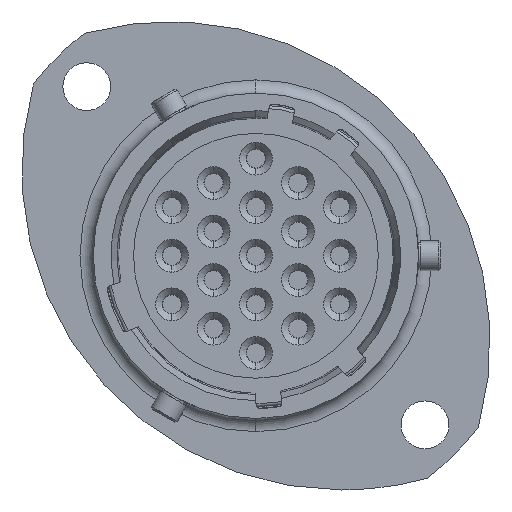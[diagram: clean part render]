
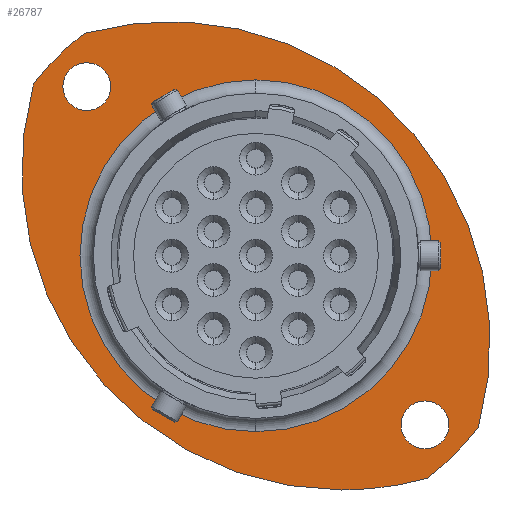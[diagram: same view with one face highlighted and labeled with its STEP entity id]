
A CAD part, left-side view. The second image highlights one B-rep face of the part: STEP entity #26787.
In plain terms, the highlighted planar face has unit normal (-1, 0, 0).
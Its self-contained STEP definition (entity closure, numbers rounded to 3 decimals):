
#322 = AXIS2_PLACEMENT_3D ( 'NONE', #7948, #16699, #5648 ) ;
#367 = CARTESIAN_POINT ( 'NONE',  ( 15.98, 11.055, 0. ) ) ;
#742 = ORIENTED_EDGE ( 'NONE', *, *, #1953, .T. ) ;
#1155 = DIRECTION ( 'NONE',  ( 0., 0., -1. ) ) ;
#1311 = EDGE_CURVE ( 'NONE', #7175, #27143, #17502, .T. ) ;
#1953 = EDGE_CURVE ( 'NONE', #12825, #29635, #26001, .T. ) ;
#2049 = DIRECTION ( 'NONE',  ( 1., 0., 0. ) ) ;
#2426 = AXIS2_PLACEMENT_3D ( 'NONE', #14982, #32473, #17509 ) ;
#2771 = PLANE ( 'NONE',  #22628 ) ;
#2873 = DIRECTION ( 'NONE',  ( 0., 0., -1. ) ) ;
#3031 = VERTEX_POINT ( 'NONE', #12177 ) ;
#3589 = ORIENTED_EDGE ( 'NONE', *, *, #10204, .T. ) ;
#3770 = EDGE_CURVE ( 'NONE', #29635, #12825, #23277, .T. ) ;
#3841 = EDGE_LOOP ( 'NONE', ( #742, #13035 ) ) ;
#4035 = CARTESIAN_POINT ( 'NONE',  ( 15.98, 11.49, 9.865 ) ) ;
#4574 = CARTESIAN_POINT ( 'NONE',  ( 15.98, -15.118, -11.673 ) ) ;
#4751 = DIRECTION ( 'NONE',  ( -1., 0., 0. ) ) ;
#5410 = AXIS2_PLACEMENT_3D ( 'NONE', #8467, #26007, #11014 ) ;
#5454 = CARTESIAN_POINT ( 'NONE',  ( 15.98, -11.49, -9.865 ) ) ;
#5648 = DIRECTION ( 'NONE',  ( 0., 0., -1. ) ) ;
#5663 = ORIENTED_EDGE ( 'NONE', *, *, #9816, .T. ) ;
#6619 = AXIS2_PLACEMENT_3D ( 'NONE', #17095, #2049, #19611 ) ;
#7175 = VERTEX_POINT ( 'NONE', #22258 ) ;
#7490 = EDGE_CURVE ( 'NONE', #27143, #7175, #30161, .T. ) ;
#7576 = AXIS2_PLACEMENT_3D ( 'NONE', #14104, #31587, #16635 ) ;
#7641 = FACE_BOUND ( 'NONE', #11434, .T. ) ;
#7742 = VERTEX_POINT ( 'NONE', #29765 ) ;
#7948 = CARTESIAN_POINT ( 'NONE',  ( 15.98, -5.834, 5.834 ) ) ;
#7976 = FACE_BOUND ( 'NONE', #3841, .T. ) ;
#8373 = CARTESIAN_POINT ( 'NONE',  ( 15.98, 0., 11.955 ) ) ;
#8467 = CARTESIAN_POINT ( 'NONE',  ( 15.98, -11.49, -11.49 ) ) ;
#8620 = CARTESIAN_POINT ( 'NONE',  ( 15.98, 0., -11.955 ) ) ;
#8861 = CIRCLE ( 'NONE', #322, 21.75 ) ;
#9816 = EDGE_CURVE ( 'NONE', #27241, #19697, #25161, .T. ) ;
#10204 = EDGE_CURVE ( 'NONE', #7742, #27241, #27776, .T. ) ;
#10577 = CARTESIAN_POINT ( 'NONE',  ( 15.98, 11.673, 15.118 ) ) ;
#10922 = EDGE_LOOP ( 'NONE', ( #22265, #18362 ) ) ;
#11014 = DIRECTION ( 'NONE',  ( 0., 0., -1. ) ) ;
#11025 = CARTESIAN_POINT ( 'NONE',  ( 15.98, 0., 0. ) ) ;
#11183 = DIRECTION ( 'NONE',  ( -1., 0., 0. ) ) ;
#11434 = EDGE_LOOP ( 'NONE', ( #28165, #21646 ) ) ;
#11495 = AXIS2_PLACEMENT_3D ( 'NONE', #11025, #28489, #13552 ) ;
#12177 = CARTESIAN_POINT ( 'NONE',  ( 15.98, -11.49, -13.115 ) ) ;
#12801 = DIRECTION ( 'NONE',  ( -1., 0., 0. ) ) ;
#12825 = VERTEX_POINT ( 'NONE', #8620 ) ;
#13035 = ORIENTED_EDGE ( 'NONE', *, *, #3770, .T. ) ;
#13382 = EDGE_CURVE ( 'NONE', #19697, #16571, #29667, .T. ) ;
#13408 = CARTESIAN_POINT ( 'NONE',  ( 15.98, -5.834, 5.834 ) ) ;
#13552 = DIRECTION ( 'NONE',  ( 0., 0., 1. ) ) ;
#14104 = CARTESIAN_POINT ( 'NONE',  ( 15.98, 0., 0. ) ) ;
#14218 = ORIENTED_EDGE ( 'NONE', *, *, #32397, .T. ) ;
#14307 = FACE_OUTER_BOUND ( 'NONE', #21369, .T. ) ;
#14647 = VERTEX_POINT ( 'NONE', #5454 ) ;
#14982 = CARTESIAN_POINT ( 'NONE',  ( 15.98, 0., 0. ) ) ;
#15922 = DIRECTION ( 'NONE',  ( 0., 0., -1. ) ) ;
#16199 = DIRECTION ( 'NONE',  ( -1., 0., 0. ) ) ;
#16571 = VERTEX_POINT ( 'NONE', #24381 ) ;
#16635 = DIRECTION ( 'NONE',  ( 0., 0., 1. ) ) ;
#16699 = DIRECTION ( 'NONE',  ( -1., 0., 0. ) ) ;
#16733 = ORIENTED_EDGE ( 'NONE', *, *, #29541, .T. ) ;
#17095 = CARTESIAN_POINT ( 'NONE',  ( 15.98, 0., 0. ) ) ;
#17502 = CIRCLE ( 'NONE', #29659, 1.625 ) ;
#17509 = DIRECTION ( 'NONE',  ( 0., 0., -1. ) ) ;
#17520 = EDGE_CURVE ( 'NONE', #14647, #3031, #29716, .T. ) ;
#17914 = DIRECTION ( 'NONE',  ( 1., 0., 0. ) ) ;
#18362 = ORIENTED_EDGE ( 'NONE', *, *, #17520, .F. ) ;
#18596 = ORIENTED_EDGE ( 'NONE', *, *, #13382, .T. ) ;
#19611 = DIRECTION ( 'NONE',  ( 0., 0., -1. ) ) ;
#19697 = VERTEX_POINT ( 'NONE', #10577 ) ;
#19755 = CARTESIAN_POINT ( 'NONE',  ( 15.98, 11.49, 11.49 ) ) ;
#19765 = AXIS2_PLACEMENT_3D ( 'NONE', #26191, #11183, #28648 ) ;
#20392 = VERTEX_POINT ( 'NONE', #31084 ) ;
#20563 = CIRCLE ( 'NONE', #23528, 21.75 ) ;
#21369 = EDGE_LOOP ( 'NONE', ( #16733, #14218, #3589, #5663, #18596 ) ) ;
#21646 = ORIENTED_EDGE ( 'NONE', *, *, #1311, .F. ) ;
#22258 = CARTESIAN_POINT ( 'NONE',  ( 15.98, 11.49, 13.115 ) ) ;
#22263 = DIRECTION ( 'NONE',  ( 0., 0., -1. ) ) ;
#22265 = ORIENTED_EDGE ( 'NONE', *, *, #31154, .F. ) ;
#22628 = AXIS2_PLACEMENT_3D ( 'NONE', #367, #17914, #2873 ) ;
#23277 = CIRCLE ( 'NONE', #6619, 11.955 ) ;
#23528 = AXIS2_PLACEMENT_3D ( 'NONE', #13408, #30895, #15922 ) ;
#24381 = CARTESIAN_POINT ( 'NONE',  ( 15.98, 15.118, 11.673 ) ) ;
#25161 = CIRCLE ( 'NONE', #26420, 21.75 ) ;
#26001 = CIRCLE ( 'NONE', #2426, 11.955 ) ;
#26007 = DIRECTION ( 'NONE',  ( -1., 0., 0. ) ) ;
#26191 = CARTESIAN_POINT ( 'NONE',  ( 15.98, 11.49, 11.49 ) ) ;
#26420 = AXIS2_PLACEMENT_3D ( 'NONE', #31165, #16199, #1155 ) ;
#26787 = ADVANCED_FACE ( 'NONE', ( #7976, #7641, #27601, #14307 ), #2771, .F. ) ;
#27143 = VERTEX_POINT ( 'NONE', #4035 ) ;
#27241 = VERTEX_POINT ( 'NONE', #4574 ) ;
#27601 = FACE_BOUND ( 'NONE', #10922, .T. ) ;
#27756 = CARTESIAN_POINT ( 'NONE',  ( 15.98, -11.49, -11.49 ) ) ;
#27776 = CIRCLE ( 'NONE', #7576, 19.1 ) ;
#28165 = ORIENTED_EDGE ( 'NONE', *, *, #7490, .F. ) ;
#28489 = DIRECTION ( 'NONE',  ( -1., 0., 0. ) ) ;
#28648 = DIRECTION ( 'NONE',  ( 0., 0., -1. ) ) ;
#29406 = CIRCLE ( 'NONE', #31425, 1.625 ) ;
#29541 = EDGE_CURVE ( 'NONE', #16571, #20392, #8861, .T. ) ;
#29635 = VERTEX_POINT ( 'NONE', #8373 ) ;
#29659 = AXIS2_PLACEMENT_3D ( 'NONE', #19755, #4751, #22263 ) ;
#29667 = CIRCLE ( 'NONE', #11495, 19.1 ) ;
#29716 = CIRCLE ( 'NONE', #5410, 1.625 ) ;
#29765 = CARTESIAN_POINT ( 'NONE',  ( 15.98, -11.673, -15.118 ) ) ;
#30161 = CIRCLE ( 'NONE', #19765, 1.625 ) ;
#30273 = DIRECTION ( 'NONE',  ( 0., 0., -1. ) ) ;
#30895 = DIRECTION ( 'NONE',  ( -1., 0., 0. ) ) ;
#31084 = CARTESIAN_POINT ( 'NONE',  ( 15.98, -5.834, -15.916 ) ) ;
#31154 = EDGE_CURVE ( 'NONE', #3031, #14647, #29406, .T. ) ;
#31165 = CARTESIAN_POINT ( 'NONE',  ( 15.98, 5.834, -5.834 ) ) ;
#31425 = AXIS2_PLACEMENT_3D ( 'NONE', #27756, #12801, #30273 ) ;
#31587 = DIRECTION ( 'NONE',  ( -1., 0., 0. ) ) ;
#32397 = EDGE_CURVE ( 'NONE', #20392, #7742, #20563, .T. ) ;
#32473 = DIRECTION ( 'NONE',  ( 1., 0., 0. ) ) ;
